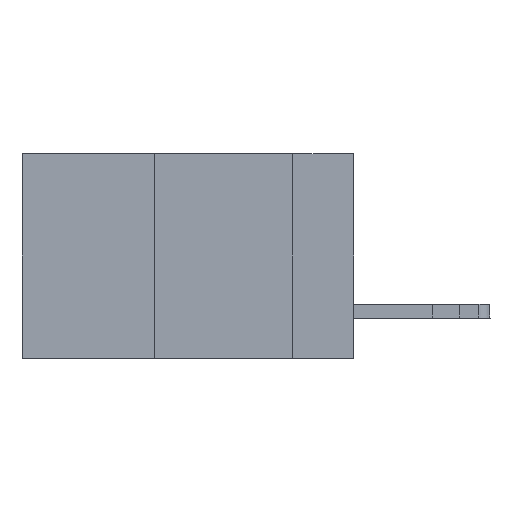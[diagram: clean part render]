
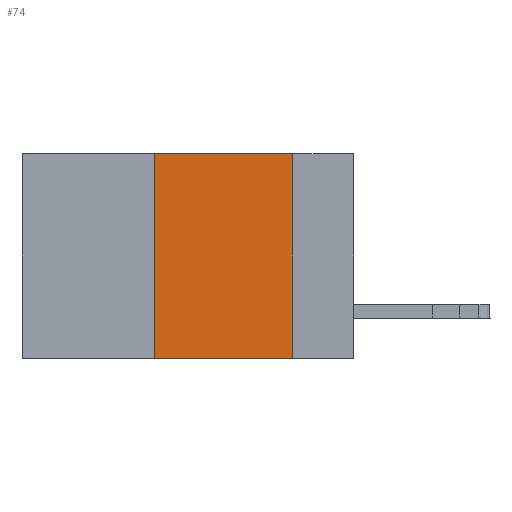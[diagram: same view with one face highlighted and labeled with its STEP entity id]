
A CAD part, left-side view. The second image highlights one B-rep face of the part: STEP entity #74.
In plain terms, the highlighted planar face has unit normal (-1, 0, 0).
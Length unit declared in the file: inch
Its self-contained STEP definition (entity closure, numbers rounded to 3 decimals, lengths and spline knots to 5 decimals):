
#74 = ADVANCED_FACE ( 'NONE', ( #8382 ), #15153, .F. ) ;
#467 = VERTEX_POINT ( 'NONE', #16694 ) ;
#1034 = DIRECTION ( 'NONE',  ( 0., -1., 0. ) ) ;
#3267 = CARTESIAN_POINT ( 'NONE',  ( 0., 0.11, 0. ) ) ;
#4121 = LINE ( 'NONE', #7547, #16840 ) ;
#4205 = DIRECTION ( 'NONE',  ( 0., 0., -1. ) ) ;
#5002 = VERTEX_POINT ( 'NONE', #12838 ) ;
#7180 = VECTOR ( 'NONE', #1034, 39.37008 ) ;
#7547 = CARTESIAN_POINT ( 'NONE',  ( 0., 0.6, -0.37 ) ) ;
#7682 = CARTESIAN_POINT ( 'NONE',  ( 0., 0.36, 0. ) ) ;
#8288 = ORIENTED_EDGE ( 'NONE', *, *, #13148, .T. ) ;
#8297 = DIRECTION ( 'NONE',  ( 1., 0., 0. ) ) ;
#8382 = FACE_OUTER_BOUND ( 'NONE', #12396, .T. ) ;
#9183 = CARTESIAN_POINT ( 'NONE',  ( 0., 0.11, 0. ) ) ;
#9212 = CARTESIAN_POINT ( 'NONE',  ( 0., 0.6, 0. ) ) ;
#9265 = ORIENTED_EDGE ( 'NONE', *, *, #13188, .F. ) ;
#10386 = EDGE_CURVE ( 'NONE', #15653, #5002, #18120, .T. ) ;
#10710 = DIRECTION ( 'NONE',  ( 0., 0., -1. ) ) ;
#11072 = ORIENTED_EDGE ( 'NONE', *, *, #10386, .F. ) ;
#11751 = EDGE_CURVE ( 'NONE', #17682, #15653, #17569, .T. ) ;
#12396 = EDGE_LOOP ( 'NONE', ( #11072, #17594, #9265, #8288 ) ) ;
#12446 = LINE ( 'NONE', #7682, #13152 ) ;
#12838 = CARTESIAN_POINT ( 'NONE',  ( 0., 0.11, -0.37 ) ) ;
#13148 = EDGE_CURVE ( 'NONE', #467, #5002, #4121, .T. ) ;
#13152 = VECTOR ( 'NONE', #13508, 39.37008 ) ;
#13188 = EDGE_CURVE ( 'NONE', #467, #17682, #12446, .T. ) ;
#13508 = DIRECTION ( 'NONE',  ( 0., 0., 1. ) ) ;
#14506 = CARTESIAN_POINT ( 'NONE',  ( 0., 0.6, 0. ) ) ;
#15153 = PLANE ( 'NONE',  #16491 ) ;
#15653 = VERTEX_POINT ( 'NONE', #9183 ) ;
#16020 = VECTOR ( 'NONE', #10710, 39.37008 ) ;
#16327 = CARTESIAN_POINT ( 'NONE',  ( 0., 0.36, 0. ) ) ;
#16491 = AXIS2_PLACEMENT_3D ( 'NONE', #9212, #8297, #4205 ) ;
#16694 = CARTESIAN_POINT ( 'NONE',  ( 0., 0.36, -0.37 ) ) ;
#16840 = VECTOR ( 'NONE', #19231, 39.37008 ) ;
#17569 = LINE ( 'NONE', #14506, #7180 ) ;
#17594 = ORIENTED_EDGE ( 'NONE', *, *, #11751, .F. ) ;
#17682 = VERTEX_POINT ( 'NONE', #16327 ) ;
#18120 = LINE ( 'NONE', #3267, #16020 ) ;
#19231 = DIRECTION ( 'NONE',  ( 0., -1., 0. ) ) ;
